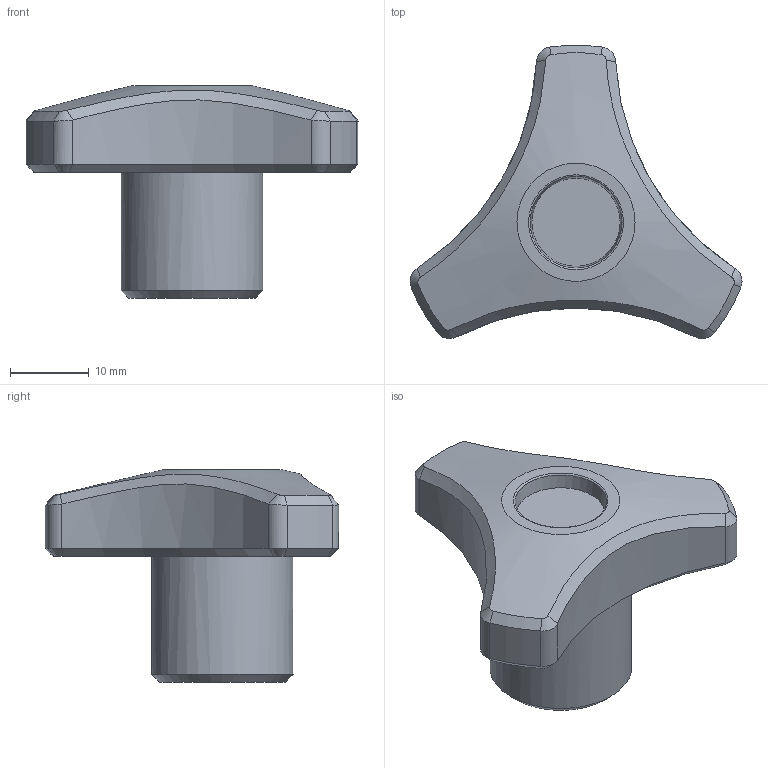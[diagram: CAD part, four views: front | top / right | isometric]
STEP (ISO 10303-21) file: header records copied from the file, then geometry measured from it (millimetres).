
FILE_DESCRIPTION( ( 'Unknown' ), '1' );
FILE_NAME( '7385005_V3_45_B_M06.stp', 'Unknown', ( 'Unknown' ), ( 'Unknown' ), 'PSStep 11.0', 'Unknown', ' ' );
FILE_SCHEMA( ( 'AUTOMOTIVE_DESIGN { 1 0 10303 214 1 1 1 1 }' ) );
Length unit declared in the file: millimetre
Products named in the file (1): 1
Bounding box: 42.15 x 37.24 x 27 mm (x, y, z)
Volume: 9540.1 mm3; surface area: 4867 mm2
Topology: 1 solids, 1 shells, 60 faces, 142 edges, 86 vertices
Faces by surface type: cylinder 24, cone 19, bspline 9, plane 7, torus 1
Full cylindrical faces by diameter (mm): 4.917 x2, 18 x1
Entity records: 2554 total; most frequent: CARTESIAN_POINT 777, DIRECTION 266, ORIENTED_EDGE 258, EDGE_CURVE 129, AXIS2_PLACEMENT_3D 115, VERTEX_POINT 82, EDGE_LOOP 70, FACE_OUTER_BOUND 64
